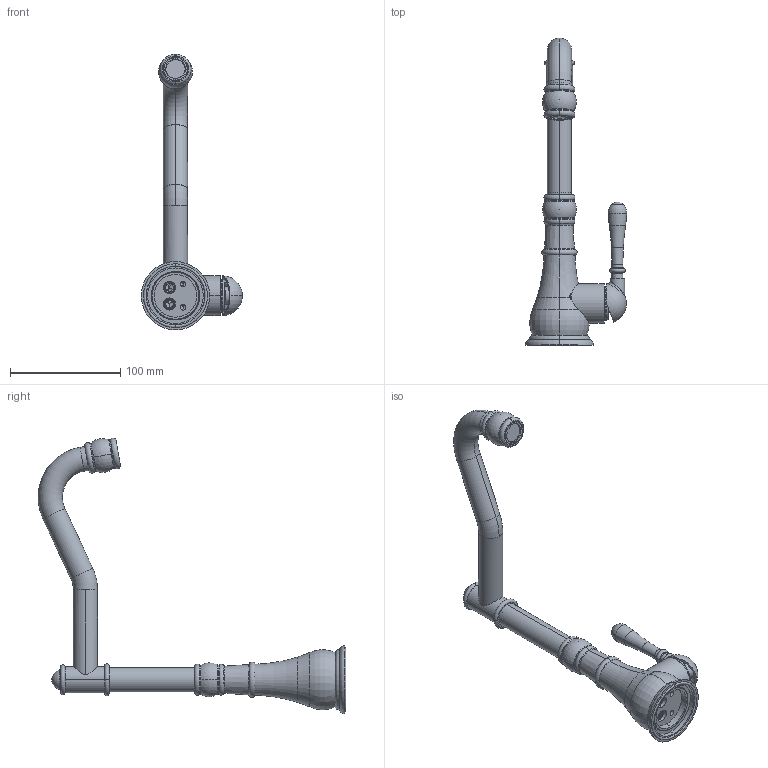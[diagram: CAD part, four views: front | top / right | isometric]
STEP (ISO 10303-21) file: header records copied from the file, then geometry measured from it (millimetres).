
FILE_DESCRIPTION (( 'STEP AP203' ), '1' );
FILE_NAME ('MV1030LCHE.STEP', '2020-02-26T07:43:22', ( 'Windows 蚚誧' ), ( '' ), 'SwSTEP 2.0', 'SolidWorks 2019', '' );
FILE_SCHEMA (( 'CONFIG_CONTROL_DESIGN' ));
Length unit declared in the file: millimetre
Products named in the file (28): MV堤阨諳ㄗ郪ㄘ; 22古典厨房直管（焊接）; 170三通面盆装饰盖 - 副本; MV22堤阨奪蟀諉璃ㄗ郪ㄘ; MV三通手柄; M16x1 22奪爾諉芛; MV堤阨諳; MV22堤阨奪蟀諉璃; 22嘉萎報滇爾諉奪; 臟賙M21.5X1堤阨厙; 報滇荎宒郪; MV三通25阀体;    M70SB21C    MV珨趼忒梟裝; M5x5 囀鞠褒す傷蹟佪; MV1030LCHE; MV三通面盆底帽; MV22古典出水管装饰圈; 三通主体组25; 58x2.5 O型圈 - UA70MV三通底帽; 22嘉萎報滇奪ㄗ爾諉ㄘ; 囀鞠褒す傷蹟佪 M5x25 (G12010G00); M16X1 22奪爾諉簽; 22嘉萎奪爾諉芛; MV1014ACHE;   M70SB12C   MV三通手柄座; 22古典厨房直管焊接管; MV三通25阀套; MV堤阨奪蚾庉芛
Assembly tree (28 placements, depth 5):
  MV1030LCHE
    三通主体组25
      MV三通25阀体
      MV三通25阀套
      170三通面盆装饰盖 - 副本
      MV三通面盆底帽
      M5x5 囀鞠褒す傷蹟佪
      58x2.5 O型圈 - UA70MV三通底帽
      MV三通手柄
          M70SB12C   MV三通手柄座
           M70SB21C    MV珨趼忒梟裝
        囀鞠褒す傷蹟佪 M5x25 (G12010G00)
    MV1014ACHE
      報滇荎宒郪
        22古典厨房直管（焊接）
          22古典厨房直管焊接管
          M16x1 22奪爾諉芛  x2
        MV堤阨奪蚾庉芛
        22嘉萎報滇奪ㄗ爾諉ㄘ
          22嘉萎奪爾諉芛
          22嘉萎報滇爾諉奪
          M16X1 22奪爾諉簽
        MV22古典出水管装饰圈
        MV22堤阨奪蟀諉璃ㄗ郪ㄘ
          MV22堤阨奪蟀諉璃
      MV堤阨諳ㄗ郪ㄘ
        MV堤阨諳
        臟賙M21.5X1堤阨厙
Bounding box: 92 x 279.13 x 250.28 mm (x, y, z)
Volume: 171449.8 mm3; surface area: 127304.1 mm2
Topology: 21 solids, 22 shells, 1089 faces, 2824 edges, 1811 vertices
Faces by surface type: cylinder 578, plane 179, cone 120, torus 109, bspline 91, sphere 12
Entity records: 93366 total; most frequent: CARTESIAN_POINT 67335, ORIENTED_EDGE 5376, DIRECTION 4385, EDGE_CURVE 2688, AXIS2_PLACEMENT_3D 1790, VERTEX_POINT 1742, EDGE_LOOP 1152, ADVANCED_FACE 1051
